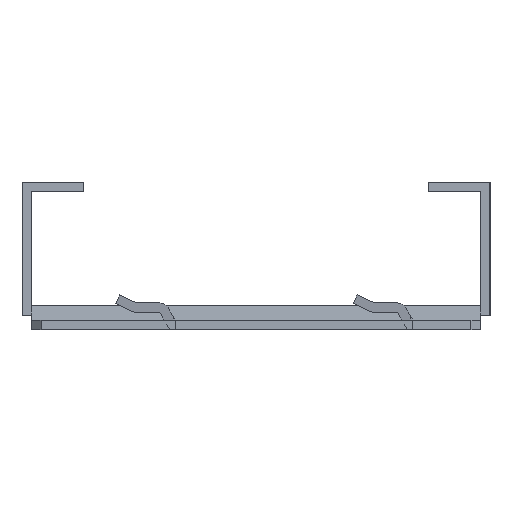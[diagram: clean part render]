
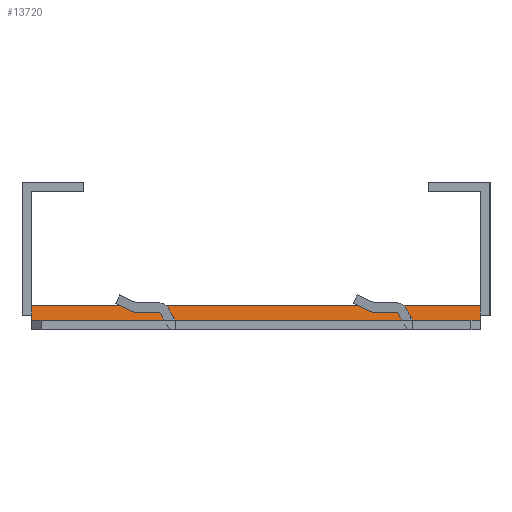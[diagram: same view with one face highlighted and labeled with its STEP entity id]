
A CAD part, left-side view. The second image highlights one B-rep face of the part: STEP entity #13720.
In plain terms, the highlighted planar face has unit normal (-0.447, 0, 0.894).
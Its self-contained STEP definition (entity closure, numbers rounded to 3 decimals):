
#607 = ORIENTED_EDGE ( 'NONE', *, *, #22230, .T. ) ;
#1587 = AXIS2_PLACEMENT_3D ( 'NONE', #14490, #32714, #20032 ) ;
#4635 = LINE ( 'NONE', #33810, #33115 ) ;
#5603 = VECTOR ( 'NONE', #27770, 1000. ) ;
#6349 = CARTESIAN_POINT ( 'NONE',  ( -456.472, -47.25, -1. ) ) ;
#6837 = FACE_OUTER_BOUND ( 'NONE', #24732, .T. ) ;
#7631 = CARTESIAN_POINT ( 'NONE',  ( -450.472, -47.25, 2. ) ) ;
#7703 = EDGE_CURVE ( 'NONE', #33906, #27972, #20537, .T. ) ;
#8519 = CARTESIAN_POINT ( 'NONE',  ( -456.472, 47.25, -1. ) ) ;
#9321 = DIRECTION ( 'NONE',  ( 0., -1., 0. ) ) ;
#10892 = ORIENTED_EDGE ( 'NONE', *, *, #15929, .T. ) ;
#11755 = EDGE_CURVE ( 'NONE', #14379, #33906, #14189, .T. ) ;
#12475 = DIRECTION ( 'NONE',  ( 0., -1., 0. ) ) ;
#13720 = ADVANCED_FACE ( 'NONE', ( #6837 ), #28030, .T. ) ;
#14189 = LINE ( 'NONE', #23312, #27640 ) ;
#14379 = VERTEX_POINT ( 'NONE', #14796 ) ;
#14490 = CARTESIAN_POINT ( 'NONE',  ( -450.894, 47.25, 1.789 ) ) ;
#14796 = CARTESIAN_POINT ( 'NONE',  ( -450.472, 47.25, 2. ) ) ;
#14857 = ORIENTED_EDGE ( 'NONE', *, *, #7703, .F. ) ;
#15929 = EDGE_CURVE ( 'NONE', #14379, #17126, #19439, .T. ) ;
#17126 = VERTEX_POINT ( 'NONE', #8519 ) ;
#18288 = CARTESIAN_POINT ( 'NONE',  ( -450.894, -47.25, 1.789 ) ) ;
#19439 = LINE ( 'NONE', #32804, #5603 ) ;
#20032 = DIRECTION ( 'NONE',  ( 0., 1., 0. ) ) ;
#20537 = LINE ( 'NONE', #18288, #30132 ) ;
#21464 = ORIENTED_EDGE ( 'NONE', *, *, #11755, .F. ) ;
#22230 = EDGE_CURVE ( 'NONE', #17126, #27972, #4635, .T. ) ;
#23312 = CARTESIAN_POINT ( 'NONE',  ( -450.472, 47.25, 2. ) ) ;
#24732 = EDGE_LOOP ( 'NONE', ( #14857, #21464, #10892, #607 ) ) ;
#27640 = VECTOR ( 'NONE', #9321, 1000. ) ;
#27770 = DIRECTION ( 'NONE',  ( -0.894, 0., -0.447 ) ) ;
#27972 = VERTEX_POINT ( 'NONE', #6349 ) ;
#28030 = PLANE ( 'NONE',  #1587 ) ;
#30132 = VECTOR ( 'NONE', #31152, 1000. ) ;
#31152 = DIRECTION ( 'NONE',  ( -0.894, 0., -0.447 ) ) ;
#32714 = DIRECTION ( 'NONE',  ( -0.447, 0., 0.894 ) ) ;
#32804 = CARTESIAN_POINT ( 'NONE',  ( -450.894, 47.25, 1.789 ) ) ;
#33115 = VECTOR ( 'NONE', #12475, 1000. ) ;
#33810 = CARTESIAN_POINT ( 'NONE',  ( -456.472, 47.25, -1. ) ) ;
#33906 = VERTEX_POINT ( 'NONE', #7631 ) ;
